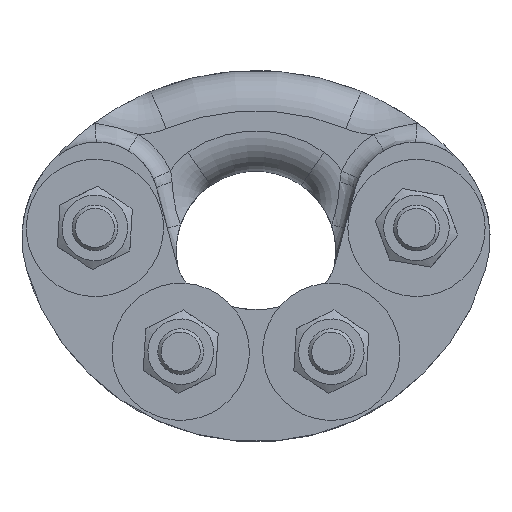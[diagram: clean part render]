
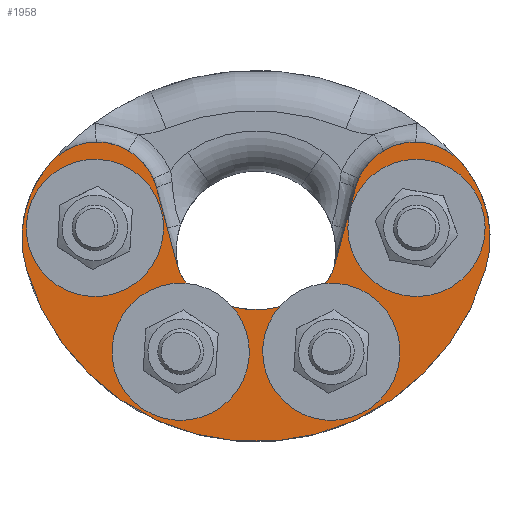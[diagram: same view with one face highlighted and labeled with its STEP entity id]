
A CAD part, front view. The second image highlights one B-rep face of the part: STEP entity #1958.
In plain terms, the highlighted planar face has unit normal (0, -1, 0).
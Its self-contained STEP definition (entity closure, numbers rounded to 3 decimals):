
#74=FACE_BOUND('',#407,.T.);
#75=FACE_BOUND('',#408,.T.);
#76=FACE_BOUND('',#409,.T.);
#77=FACE_BOUND('',#410,.T.);
#183=PLANE('',#2158);
#282=FACE_OUTER_BOUND('',#406,.T.);
#406=EDGE_LOOP('',(#1478,#1479,#1480,#1481,#1482,#1483,#1484,#1485,#1486,
#1487));
#407=EDGE_LOOP('',(#1488));
#408=EDGE_LOOP('',(#1489));
#409=EDGE_LOOP('',(#1490));
#410=EDGE_LOOP('',(#1491));
#532=LINE('',#3801,#600);
#533=LINE('',#3805,#601);
#600=VECTOR('',#2536,13.2);
#601=VECTOR('',#2541,13.2);
#644=CIRCLE('',#2061,6.);
#650=CIRCLE('',#2071,6.);
#656=CIRCLE('',#2081,6.);
#662=CIRCLE('',#2091,6.);
#681=CIRCLE('',#2132,11.55);
#682=CIRCLE('',#2134,28.05);
#685=CIRCLE('',#2144,29.7);
#690=CIRCLE('',#2152,11.55);
#691=CIRCLE('',#2154,62.7);
#692=CIRCLE('',#2156,29.7);
#693=CIRCLE('',#2159,16.234);
#694=CIRCLE('',#2160,16.234);
#773=VERTEX_POINT('',#2888);
#779=VERTEX_POINT('',#2907);
#785=VERTEX_POINT('',#2926);
#791=VERTEX_POINT('',#2945);
#828=VERTEX_POINT('',#3529);
#829=VERTEX_POINT('',#3531);
#832=VERTEX_POINT('',#3548);
#838=VERTEX_POINT('',#3674);
#839=VERTEX_POINT('',#3676);
#853=VERTEX_POINT('',#3787);
#854=VERTEX_POINT('',#3791);
#855=VERTEX_POINT('',#3795);
#856=VERTEX_POINT('',#3800);
#857=VERTEX_POINT('',#3803);
#976=EDGE_CURVE('',#773,#773,#644,.T.);
#985=EDGE_CURVE('',#779,#779,#650,.T.);
#994=EDGE_CURVE('',#785,#785,#656,.T.);
#1003=EDGE_CURVE('',#791,#791,#662,.T.);
#1056=EDGE_CURVE('',#829,#828,#681,.T.);
#1061=EDGE_CURVE('',#828,#832,#682,.T.);
#1072=EDGE_CURVE('',#839,#838,#685,.T.);
#1090=EDGE_CURVE('',#832,#853,#690,.T.);
#1091=EDGE_CURVE('',#854,#839,#691,.T.);
#1093=EDGE_CURVE('',#855,#854,#692,.T.);
#1095=EDGE_CURVE('',#853,#856,#532,.T.);
#1096=EDGE_CURVE('',#856,#855,#693,.T.);
#1097=EDGE_CURVE('',#838,#857,#694,.T.);
#1098=EDGE_CURVE('',#857,#829,#533,.T.);
#1478=ORIENTED_EDGE('',*,*,#1056,.T.);
#1479=ORIENTED_EDGE('',*,*,#1061,.T.);
#1480=ORIENTED_EDGE('',*,*,#1090,.T.);
#1481=ORIENTED_EDGE('',*,*,#1095,.T.);
#1482=ORIENTED_EDGE('',*,*,#1096,.T.);
#1483=ORIENTED_EDGE('',*,*,#1093,.T.);
#1484=ORIENTED_EDGE('',*,*,#1091,.T.);
#1485=ORIENTED_EDGE('',*,*,#1072,.T.);
#1486=ORIENTED_EDGE('',*,*,#1097,.T.);
#1487=ORIENTED_EDGE('',*,*,#1098,.T.);
#1488=ORIENTED_EDGE('',*,*,#976,.T.);
#1489=ORIENTED_EDGE('',*,*,#985,.T.);
#1490=ORIENTED_EDGE('',*,*,#994,.T.);
#1491=ORIENTED_EDGE('',*,*,#1003,.T.);
#1958=ADVANCED_FACE('',(#282,#74,#75,#76,#77),#183,.T.);
#2061=AXIS2_PLACEMENT_3D('',#2889,#2316,#2317);
#2071=AXIS2_PLACEMENT_3D('',#2908,#2339,#2340);
#2081=AXIS2_PLACEMENT_3D('',#2927,#2362,#2363);
#2091=AXIS2_PLACEMENT_3D('',#2946,#2385,#2386);
#2132=AXIS2_PLACEMENT_3D('',#3532,#2471,#2472);
#2134=AXIS2_PLACEMENT_3D('',#3550,#2478,#2479);
#2144=AXIS2_PLACEMENT_3D('',#3677,#2500,#2501);
#2152=AXIS2_PLACEMENT_3D('',#3789,#2520,#2521);
#2154=AXIS2_PLACEMENT_3D('',#3792,#2524,#2525);
#2156=AXIS2_PLACEMENT_3D('',#3796,#2529,#2530);
#2158=AXIS2_PLACEMENT_3D('',#3799,#2534,#2535);
#2159=AXIS2_PLACEMENT_3D('',#3802,#2537,#2538);
#2160=AXIS2_PLACEMENT_3D('',#3804,#2539,#2540);
#2316=DIRECTION('center_axis',(0.,1.,0.));
#2317=DIRECTION('ref_axis',(-0.998,0.,0.062));
#2339=DIRECTION('center_axis',(0.,1.,0.));
#2340=DIRECTION('ref_axis',(-0.998,0.,0.062));
#2362=DIRECTION('center_axis',(0.,1.,0.));
#2363=DIRECTION('ref_axis',(-0.998,0.,0.062));
#2385=DIRECTION('center_axis',(0.,1.,0.));
#2386=DIRECTION('ref_axis',(-0.95,0.,-0.311));
#2471=DIRECTION('center_axis',(0.,1.,0.));
#2472=DIRECTION('ref_axis',(-0.573,0.,0.819));
#2478=DIRECTION('center_axis',(0.,1.,0.));
#2479=DIRECTION('ref_axis',(0.573,0.,0.819));
#2500=DIRECTION('center_axis',(0.,-1.,0.));
#2501=DIRECTION('ref_axis',(0.96,0.,-0.281));
#2520=DIRECTION('center_axis',(0.,1.,0.));
#2521=DIRECTION('ref_axis',(0.966,0.,0.258));
#2524=DIRECTION('center_axis',(0.,-1.,0.));
#2525=DIRECTION('ref_axis',(-0.96,0.,-0.281));
#2529=DIRECTION('center_axis',(0.,-1.,0.));
#2530=DIRECTION('ref_axis',(-0.748,0.,0.664));
#2534=DIRECTION('center_axis',(0.,-1.,0.));
#2535=DIRECTION('ref_axis',(0.,0.,-1.));
#2536=DIRECTION('',(-0.258,0.,0.966));
#2537=DIRECTION('center_axis',(0.,-1.,0.));
#2538=DIRECTION('ref_axis',(0.966,0.,0.258));
#2539=DIRECTION('center_axis',(0.,-1.,0.));
#2540=DIRECTION('ref_axis',(0.748,0.,0.664));
#2541=DIRECTION('',(-0.258,0.,-0.966));
#2888=CARTESIAN_POINT('',(-13.762,0.,-32.845));
#2889=CARTESIAN_POINT('Origin',(-19.75,0.,-32.472));
#2907=CARTESIAN_POINT('',(25.738,0.,-32.845));
#2908=CARTESIAN_POINT('Origin',(19.75,0.,-32.472));
#2926=CARTESIAN_POINT('',(-36.252,0.,-0.373));
#2927=CARTESIAN_POINT('Origin',(-42.24,0.,0.));
#2945=CARTESIAN_POINT('',(47.777,0.,1.869));
#2946=CARTESIAN_POINT('Origin',(42.075,0.,0.));
#3529=CARTESIAN_POINT('',(16.086,0.,-16.379));
#3531=CARTESIAN_POINT('',(20.622,0.,-9.895));
#3532=CARTESIAN_POINT('Origin',(9.462,0.,
-6.917));
#3548=CARTESIAN_POINT('',(-16.086,0.,-16.379));
#3550=CARTESIAN_POINT('Origin',(0.,0.,
6.6));
#3674=CARTESIAN_POINT('',(53.874,0.,17.058));
#3676=CARTESIAN_POINT('',(60.176,0.,-11.011));
#3677=CARTESIAN_POINT('Origin',(31.671,0.,
-2.669));
#3787=CARTESIAN_POINT('',(-20.622,0.,-9.895));
#3789=CARTESIAN_POINT('Origin',(-9.462,0.,
-6.917));
#3791=CARTESIAN_POINT('',(-60.176,0.,-11.011));
#3792=CARTESIAN_POINT('Origin',(0.,0.,
6.6));
#3795=CARTESIAN_POINT('',(-53.874,0.,17.058));
#3796=CARTESIAN_POINT('Origin',(-31.671,0.,
-2.669));
#3799=CARTESIAN_POINT('Origin',(0.,0.,
-14.583));
#3800=CARTESIAN_POINT('',(-26.053,0.,10.46));
#3801=CARTESIAN_POINT('',(-20.622,0.,-9.895));
#3802=CARTESIAN_POINT('Origin',(-41.738,0.,
6.275));
#3803=CARTESIAN_POINT('',(26.053,0.,10.46));
#3804=CARTESIAN_POINT('Origin',(41.738,0.,
6.275));
#3805=CARTESIAN_POINT('',(26.053,0.,10.46));
